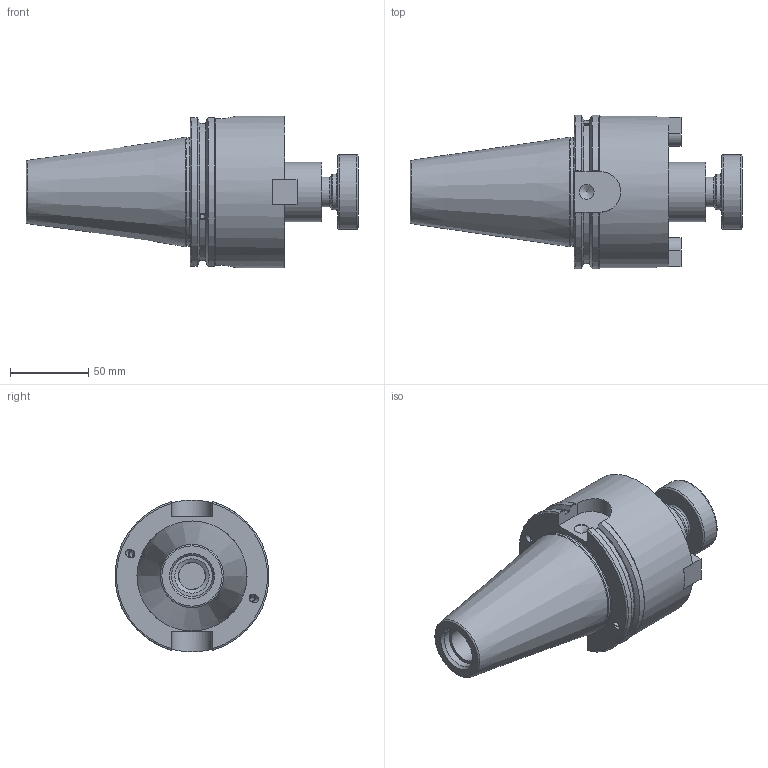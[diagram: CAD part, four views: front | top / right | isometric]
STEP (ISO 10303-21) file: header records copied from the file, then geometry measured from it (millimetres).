
FILE_DESCRIPTION(/* description */ ('','CAx-IF Rec.Pracs.---Representation and Presentation of Product Manufacturing Information (PMI)---4.0---2014-10-13'),/* implementation_level */ '2;1');
FILE_NAME(/* name */ 'EL021B.stp',/* time_stamp */ '2025-02-14T16:04:50+09:00',/* author */ ('eos'),/* organization */ (''),/* preprocessor_version */ 'ST-DEVELOPER v20',/* originating_system */ 'Autodesk Inventor 2025',/* authorisation */ '');
FILE_SCHEMA (('AP242_MANAGED_MODEL_BASED_3D_ENGINEERING_MIM_LF { 1 0 10303 442 1 1 4 }'));
Products named in the file (5): LO-CAT50ADB-SMA38.1-63.5; CAT50; SMA27-DRIV EKEY-SECO; HEX' WRENCH BOLT-UNC1_4-20x5_8L; COLLAR BOLT-UNF3_4-16x47L
Assembly tree (4 placements, depth 2):
  LO-CAT50ADB-SMA38.1-63.5
    CAT50
    SMA27-DRIV EKEY-SECO  x2
    COLLAR BOLT-UNF3_4-16x47L
  HEX' WRENCH BOLT-UNC1_4-20x5_8L
Bounding box: 211.93 x 98.06 x 96.84 mm (x, y, z)
Volume: 688204 mm3; surface area: 81409 mm2
Topology: 6 solids, 6 shells, 165 faces, 415 edges, 273 vertices
Faces by surface type: plane 85, cylinder 46, cone 19, torus 15
Full cylindrical faces by diameter (mm): 3.242 x4, 4.134 x2, 4.2 x2, 4.978 x2, 5 x2, 6.35 x2, 6.6 x2, 9.525 x3, 10.3 x2, 15.875 x1, 17.323 x1, 19.05 x1, 21.971 x1, 23 x1, 24 x1, 26.2 x1, 38.1 x1, 47.7 x1, 69.25 x1, 96.85 x1
Entity records: 5891 total; most frequent: CARTESIAN_POINT 1600, DIRECTION 843, ORIENTED_EDGE 708, EDGE_CURVE 354, AXIS2_PLACEMENT_3D 341, VERTEX_POINT 237, STYLED_ITEM 179, EDGE_LOOP 169
